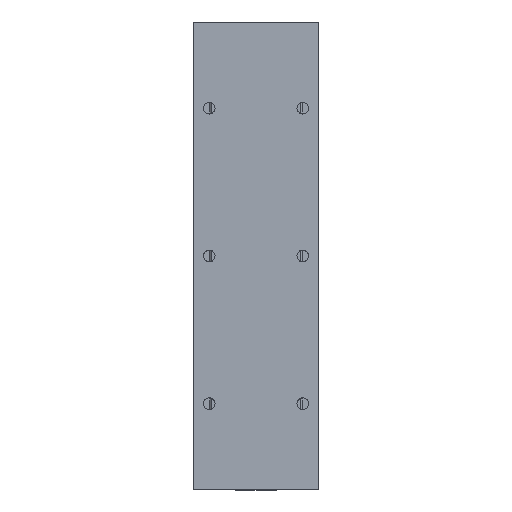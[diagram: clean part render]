
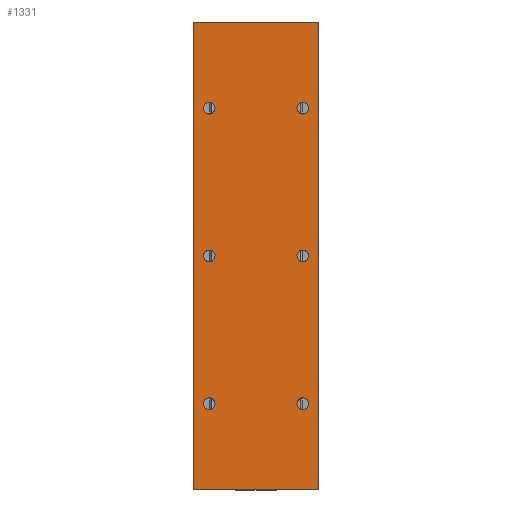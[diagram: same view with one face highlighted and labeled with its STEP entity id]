
A CAD part, top view. The second image highlights one B-rep face of the part: STEP entity #1331.
In plain terms, the highlighted planar face has unit normal (0, 0, 1).
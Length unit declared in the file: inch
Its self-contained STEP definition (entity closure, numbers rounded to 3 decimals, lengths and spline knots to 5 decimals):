
#285=CARTESIAN_POINT('',(-0.32705,-1.181,0.18125));
#286=VERTEX_POINT('',#285);
#311=CARTESIAN_POINT('',(-0.42095,-1.181,0.18125));
#312=VERTEX_POINT('',#311);
#319=CARTESIAN_POINT('',(-0.374,-1.181,0.18125));
#320=DIRECTION('',(0.0,0.0,-1.0));
#321=DIRECTION('',(1.0,0.0,0.0));
#322=AXIS2_PLACEMENT_3D('',#319,#320,#321);
#323=CIRCLE('',#322,0.04695);
#324=EDGE_CURVE('',#286,#312,#323,.T.);
#357=CARTESIAN_POINT('',(0.42095,1.181,0.18125));
#358=VERTEX_POINT('',#357);
#383=CARTESIAN_POINT('',(0.32705,1.181,0.18125));
#384=VERTEX_POINT('',#383);
#391=CARTESIAN_POINT('',(0.374,1.181,0.18125));
#392=DIRECTION('',(0.0,0.0,-1.0));
#393=DIRECTION('',(1.0,0.0,0.0));
#394=AXIS2_PLACEMENT_3D('',#391,#392,#393);
#395=CIRCLE('',#394,0.04695);
#396=EDGE_CURVE('',#358,#384,#395,.T.);
#429=CARTESIAN_POINT('',(0.42095,-1.181,0.18125));
#430=VERTEX_POINT('',#429);
#455=CARTESIAN_POINT('',(0.32705,-1.181,0.18125));
#456=VERTEX_POINT('',#455);
#463=CARTESIAN_POINT('',(0.374,-1.181,0.18125));
#464=DIRECTION('',(0.0,0.0,-1.0));
#465=DIRECTION('',(1.0,0.0,0.0));
#466=AXIS2_PLACEMENT_3D('',#463,#464,#465);
#467=CIRCLE('',#466,0.04695);
#468=EDGE_CURVE('',#430,#456,#467,.T.);
#501=CARTESIAN_POINT('',(-0.32705,0.0,0.18125));
#502=VERTEX_POINT('',#501);
#527=CARTESIAN_POINT('',(-0.42095,0.,0.18125));
#528=VERTEX_POINT('',#527);
#535=CARTESIAN_POINT('',(-0.374,0.0,0.18125));
#536=DIRECTION('',(0.0,0.0,-1.0));
#537=DIRECTION('',(1.0,0.0,0.0));
#538=AXIS2_PLACEMENT_3D('',#535,#536,#537);
#539=CIRCLE('',#538,0.04695);
#540=EDGE_CURVE('',#502,#528,#539,.T.);
#573=CARTESIAN_POINT('',(0.42095,0.0,0.18125));
#574=VERTEX_POINT('',#573);
#599=CARTESIAN_POINT('',(0.32705,0.,0.18125));
#600=VERTEX_POINT('',#599);
#607=CARTESIAN_POINT('',(0.374,0.0,0.18125));
#608=DIRECTION('',(0.0,0.0,-1.0));
#609=DIRECTION('',(1.0,0.0,0.0));
#610=AXIS2_PLACEMENT_3D('',#607,#608,#609);
#611=CIRCLE('',#610,0.04695);
#612=EDGE_CURVE('',#574,#600,#611,.T.);
#645=CARTESIAN_POINT('',(-0.32705,1.181,0.18125));
#646=VERTEX_POINT('',#645);
#671=CARTESIAN_POINT('',(-0.42095,1.181,0.18125));
#672=VERTEX_POINT('',#671);
#679=CARTESIAN_POINT('',(-0.374,1.181,0.18125));
#680=DIRECTION('',(0.0,0.0,-1.0));
#681=DIRECTION('',(1.0,0.0,0.0));
#682=AXIS2_PLACEMENT_3D('',#679,#680,#681);
#683=CIRCLE('',#682,0.04695);
#684=EDGE_CURVE('',#646,#672,#683,.T.);
#740=CARTESIAN_POINT('',(-0.374,1.181,0.18125));
#741=DIRECTION('',(0.0,0.0,-1.0));
#742=DIRECTION('',(1.0,0.0,0.0));
#743=AXIS2_PLACEMENT_3D('',#740,#741,#742);
#744=CIRCLE('',#743,0.04695);
#745=EDGE_CURVE('',#672,#646,#744,.T.);
#810=CARTESIAN_POINT('',(0.374,0.0,0.18125));
#811=DIRECTION('',(0.0,0.0,-1.0));
#812=DIRECTION('',(1.0,0.0,0.0));
#813=AXIS2_PLACEMENT_3D('',#810,#811,#812);
#814=CIRCLE('',#813,0.04695);
#815=EDGE_CURVE('',#600,#574,#814,.T.);
#880=CARTESIAN_POINT('',(-0.374,0.0,0.18125));
#881=DIRECTION('',(0.0,0.0,-1.0));
#882=DIRECTION('',(1.0,0.0,0.0));
#883=AXIS2_PLACEMENT_3D('',#880,#881,#882);
#884=CIRCLE('',#883,0.04695);
#885=EDGE_CURVE('',#528,#502,#884,.T.);
#950=CARTESIAN_POINT('',(0.374,-1.181,0.18125));
#951=DIRECTION('',(0.0,0.0,-1.0));
#952=DIRECTION('',(1.0,0.0,0.0));
#953=AXIS2_PLACEMENT_3D('',#950,#951,#952);
#954=CIRCLE('',#953,0.04695);
#955=EDGE_CURVE('',#456,#430,#954,.T.);
#1020=CARTESIAN_POINT('',(0.374,1.181,0.18125));
#1021=DIRECTION('',(0.0,0.0,-1.0));
#1022=DIRECTION('',(1.0,0.0,0.0));
#1023=AXIS2_PLACEMENT_3D('',#1020,#1021,#1022);
#1024=CIRCLE('',#1023,0.04695);
#1025=EDGE_CURVE('',#384,#358,#1024,.T.);
#1224=CARTESIAN_POINT('',(-0.374,-1.181,0.18125));
#1225=DIRECTION('',(0.0,0.0,-1.0));
#1226=DIRECTION('',(1.0,0.0,0.0));
#1227=AXIS2_PLACEMENT_3D('',#1224,#1225,#1226);
#1228=CIRCLE('',#1227,0.04695);
#1229=EDGE_CURVE('',#312,#286,#1228,.T.);
#1244=CARTESIAN_POINT('',(0.5,1.87,0.18125));
#1245=VERTEX_POINT('',#1244);
#1252=CARTESIAN_POINT('',(0.5,-1.87,0.18125));
#1253=VERTEX_POINT('',#1252);
#1254=CARTESIAN_POINT('',(0.5,-1.87,0.18125));
#1255=DIRECTION('',(0.0,1.0,0.0));
#1256=VECTOR('',#1255,3.74);
#1257=LINE('',#1254,#1256);
#1258=EDGE_CURVE('',#1253,#1245,#1257,.T.);
#1277=CARTESIAN_POINT('',(0.5,-1.87,0.18125));
#1278=DIRECTION('',(0.0,0.0,1.0));
#1279=DIRECTION('',(1.0,0.0,0.0));
#1280=AXIS2_PLACEMENT_3D('',#1277,#1278,#1279);
#1281=PLANE('',#1280);
#1282=CARTESIAN_POINT('',(-0.5,1.87,0.18125));
#1283=VERTEX_POINT('',#1282);
#1284=CARTESIAN_POINT('',(0.5,1.87,0.18125));
#1285=DIRECTION('',(-1.0,0.0,0.0));
#1286=VECTOR('',#1285,1.0);
#1287=LINE('',#1284,#1286);
#1288=EDGE_CURVE('',#1245,#1283,#1287,.T.);
#1289=ORIENTED_EDGE('',*,*,#1288,.T.);
#1290=CARTESIAN_POINT('',(-0.5,-1.87,0.18125));
#1291=VERTEX_POINT('',#1290);
#1292=CARTESIAN_POINT('',(-0.5,-1.87,0.18125));
#1293=DIRECTION('',(0.0,1.0,0.0));
#1294=VECTOR('',#1293,3.74);
#1295=LINE('',#1292,#1294);
#1296=EDGE_CURVE('',#1291,#1283,#1295,.T.);
#1297=ORIENTED_EDGE('',*,*,#1296,.F.);
#1298=CARTESIAN_POINT('',(-0.5,-1.87,0.18125));
#1299=DIRECTION('',(1.0,0.0,0.0));
#1300=VECTOR('',#1299,1.0);
#1301=LINE('',#1298,#1300);
#1302=EDGE_CURVE('',#1291,#1253,#1301,.T.);
#1303=ORIENTED_EDGE('',*,*,#1302,.T.);
#1304=ORIENTED_EDGE('',*,*,#1258,.T.);
#1305=EDGE_LOOP('',(#1289,#1297,#1303,#1304));
#1306=FACE_OUTER_BOUND('',#1305,.T.);
#1307=ORIENTED_EDGE('',*,*,#684,.T.);
#1308=ORIENTED_EDGE('',*,*,#745,.T.);
#1309=EDGE_LOOP('',(#1307,#1308));
#1310=FACE_BOUND('',#1309,.T.);
#1311=ORIENTED_EDGE('',*,*,#612,.T.);
#1312=ORIENTED_EDGE('',*,*,#815,.T.);
#1313=EDGE_LOOP('',(#1311,#1312));
#1314=FACE_BOUND('',#1313,.T.);
#1315=ORIENTED_EDGE('',*,*,#540,.T.);
#1316=ORIENTED_EDGE('',*,*,#885,.T.);
#1317=EDGE_LOOP('',(#1315,#1316));
#1318=FACE_BOUND('',#1317,.T.);
#1319=ORIENTED_EDGE('',*,*,#468,.T.);
#1320=ORIENTED_EDGE('',*,*,#955,.T.);
#1321=EDGE_LOOP('',(#1319,#1320));
#1322=FACE_BOUND('',#1321,.T.);
#1323=ORIENTED_EDGE('',*,*,#396,.T.);
#1324=ORIENTED_EDGE('',*,*,#1025,.T.);
#1325=EDGE_LOOP('',(#1323,#1324));
#1326=FACE_BOUND('',#1325,.T.);
#1327=ORIENTED_EDGE('',*,*,#324,.T.);
#1328=ORIENTED_EDGE('',*,*,#1229,.T.);
#1329=EDGE_LOOP('',(#1327,#1328));
#1330=FACE_BOUND('',#1329,.T.);
#1331=ADVANCED_FACE('',(#1306,#1310,#1314,#1318,#1322,#1326,#1330),#1281,.T.);
